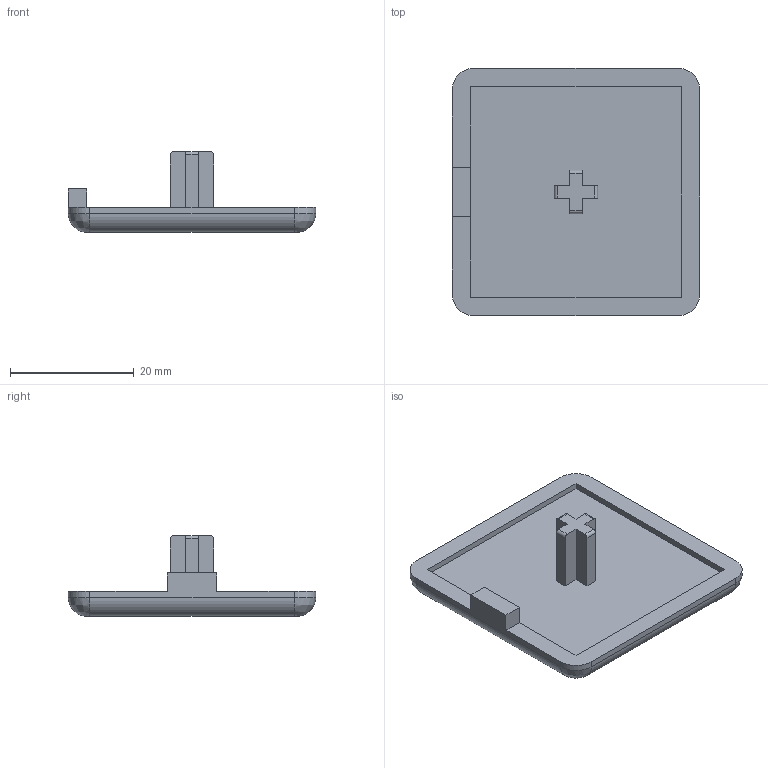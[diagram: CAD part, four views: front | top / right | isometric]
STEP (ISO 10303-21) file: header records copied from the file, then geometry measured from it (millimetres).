
FILE_DESCRIPTION((''),'2;1');
FILE_NAME('AR3712 zaślepka 40x40 i-team.stp','2021-02-16T09:42:45',('arma03'),(''),'Autodesk Inventor 2013','Autodesk Inventor 2013','');
FILE_SCHEMA(('AUTOMOTIVE_DESIGN { 1 0 10303 214 1 1 1 1 }'));
Length unit declared in the file: millimetre
Products named in the file (1): AR3712 zaślepka 40x40 i-team
Bounding box: 40 x 40 x 13 mm (x, y, z)
Volume: 5224.2 mm3; surface area: 4072.5 mm2
Topology: 1 solids, 1 shells, 43 faces, 112 edges, 72 vertices
Faces by surface type: plane 27, cylinder 12, bspline 4
Entity records: 1553 total; most frequent: CARTESIAN_POINT 404, ORIENTED_EDGE 224, DIRECTION 220, EDGE_CURVE 112, VECTOR 84, LINE 84, VERTEX_POINT 72, AXIS2_PLACEMENT_3D 68
